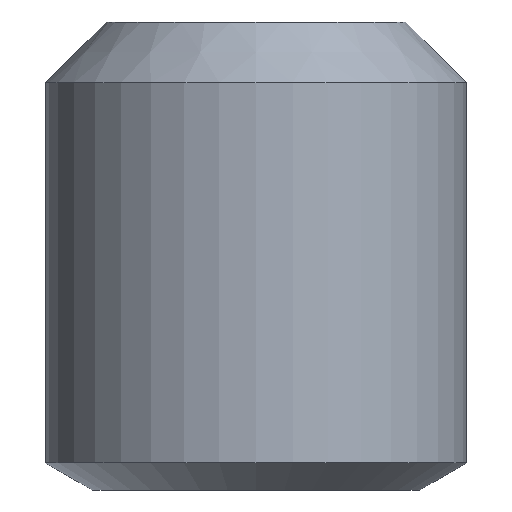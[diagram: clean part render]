
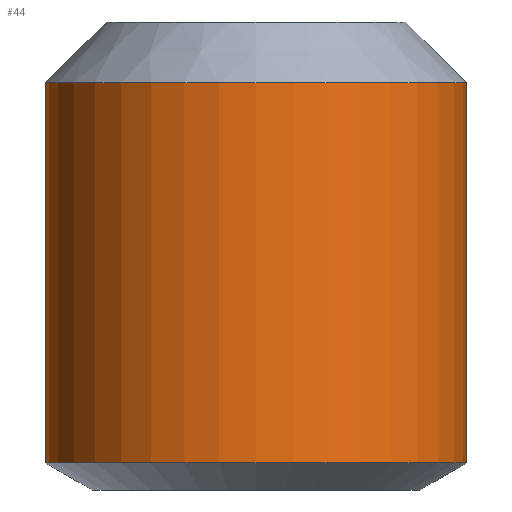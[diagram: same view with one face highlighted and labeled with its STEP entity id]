
A CAD part, front view. The second image highlights one B-rep face of the part: STEP entity #44.
In plain terms, the highlighted cylindrical face has radius 2.25 mm (diameter 4.5 mm), a partial arc.
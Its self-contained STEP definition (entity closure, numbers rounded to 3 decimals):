
#44=ADVANCED_FACE('',(#79),#65,.T.);
#65=CYLINDRICAL_SURFACE('',#394,2.25);
#79=FACE_OUTER_BOUND('',#99,.T.);
#99=EDGE_LOOP('',(#157,#158,#159,#160));
#121=LINE('',#582,#139);
#122=LINE('',#586,#140);
#139=VECTOR('',#453,1.);
#140=VECTOR('',#456,1.);
#157=ORIENTED_EDGE('',*,*,#289,.T.);
#158=ORIENTED_EDGE('',*,*,#290,.F.);
#159=ORIENTED_EDGE('',*,*,#291,.F.);
#160=ORIENTED_EDGE('',*,*,#292,.T.);
#257=VERTEX_POINT('',#580);
#258=VERTEX_POINT('',#581);
#259=VERTEX_POINT('',#583);
#260=VERTEX_POINT('',#585);
#289=EDGE_CURVE('',#257,#258,#339,.T.);
#290=EDGE_CURVE('',#259,#258,#121,.T.);
#291=EDGE_CURVE('',#260,#259,#340,.T.);
#292=EDGE_CURVE('',#260,#257,#122,.T.);
#339=CIRCLE('',#392,2.25);
#340=CIRCLE('',#393,2.25);
#392=AXIS2_PLACEMENT_3D('',#579,#451,#452);
#393=AXIS2_PLACEMENT_3D('',#584,#454,#455);
#394=AXIS2_PLACEMENT_3D('',#587,#457,#458);
#451=DIRECTION('',(0.,0.,1.));
#452=DIRECTION('',(-1.,0.,0.));
#453=DIRECTION('',(0.,0.,-1.));
#454=DIRECTION('',(0.,0.,1.));
#455=DIRECTION('',(-1.,0.,0.));
#456=DIRECTION('',(0.,0.,-1.));
#457=DIRECTION('',(0.,0.,1.));
#458=DIRECTION('',(1.,0.,0.));
#579=CARTESIAN_POINT('',(0.,0.,0.289));
#580=CARTESIAN_POINT('',(-2.25,0.,0.289));
#581=CARTESIAN_POINT('',(2.25,0.,0.289));
#582=CARTESIAN_POINT('',(2.25,0.,0.289));
#583=CARTESIAN_POINT('',(2.25,0.,4.35));
#584=CARTESIAN_POINT('',(0.,0.,4.35));
#585=CARTESIAN_POINT('',(-2.25,0.,4.35));
#586=CARTESIAN_POINT('',(-2.25,0.,0.289));
#587=CARTESIAN_POINT('',(0.,0.,-0.25));
